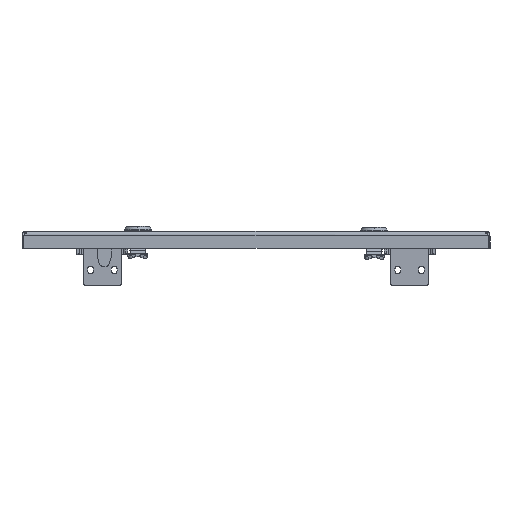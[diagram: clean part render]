
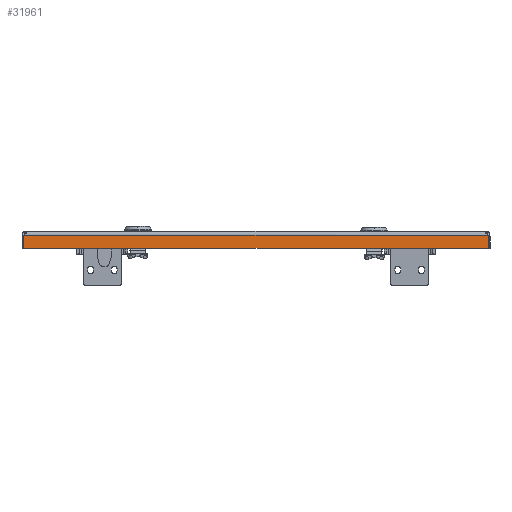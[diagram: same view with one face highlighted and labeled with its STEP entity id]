
A CAD part, left-side view. The second image highlights one B-rep face of the part: STEP entity #31961.
In plain terms, the highlighted planar face has unit normal (-1, 0, 0).
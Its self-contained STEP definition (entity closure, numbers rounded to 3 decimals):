
#3496 = LINE ( 'NONE', #51433, #64636 ) ;
#4457 = DIRECTION ( 'NONE',  ( 0., 0., -1. ) ) ;
#5632 = CARTESIAN_POINT ( 'NONE',  ( -394.5, -245.429, -2. ) ) ;
#6744 = VECTOR ( 'NONE', #4457, 1000. ) ;
#6770 = VERTEX_POINT ( 'NONE', #29461 ) ;
#9520 = LINE ( 'NONE', #47209, #30376 ) ;
#10255 = ORIENTED_EDGE ( 'NONE', *, *, #43563, .F. ) ;
#13939 = EDGE_LOOP ( 'NONE', ( #69282, #46604, #10255, #61880 ) ) ;
#15944 = FACE_OUTER_BOUND ( 'NONE', #13939, .T. ) ;
#16915 = VECTOR ( 'NONE', #37352, 1000. ) ;
#17165 = VERTEX_POINT ( 'NONE', #25424 ) ;
#19410 = DIRECTION ( 'NONE',  ( 0., -1., 0. ) ) ;
#25424 = CARTESIAN_POINT ( 'NONE',  ( -394.5, 245.429, -18. ) ) ;
#25721 = CARTESIAN_POINT ( 'NONE',  ( -394.5, 245.429, -4. ) ) ;
#28933 = EDGE_CURVE ( 'NONE', #34572, #17165, #54113, .T. ) ;
#29461 = CARTESIAN_POINT ( 'NONE',  ( -394.5, -245.429, -18. ) ) ;
#30376 = VECTOR ( 'NONE', #19410, 1000. ) ;
#30730 = EDGE_CURVE ( 'NONE', #34572, #30909, #9520, .T. ) ;
#30909 = VERTEX_POINT ( 'NONE', #33080 ) ;
#31150 = EDGE_CURVE ( 'NONE', #30909, #6770, #37699, .T. ) ;
#31961 = ADVANCED_FACE ( 'NONE', ( #15944 ), #69147, .F. ) ;
#33080 = CARTESIAN_POINT ( 'NONE',  ( -394.5, -245.429, -4. ) ) ;
#34572 = VERTEX_POINT ( 'NONE', #25721 ) ;
#35209 = DIRECTION ( 'NONE',  ( 0., 1., 0. ) ) ;
#37087 = CARTESIAN_POINT ( 'NONE',  ( -394.5, 0., 0. ) ) ;
#37352 = DIRECTION ( 'NONE',  ( 0., 0., -1. ) ) ;
#37699 = LINE ( 'NONE', #5632, #16915 ) ;
#43563 = EDGE_CURVE ( 'NONE', #6770, #17165, #3496, .T. ) ;
#46604 = ORIENTED_EDGE ( 'NONE', *, *, #28933, .T. ) ;
#47209 = CARTESIAN_POINT ( 'NONE',  ( -394.5, -247.5, -4. ) ) ;
#48454 = AXIS2_PLACEMENT_3D ( 'NONE', #37087, #58576, #51295 ) ;
#51295 = DIRECTION ( 'NONE',  ( 0., 0., -1. ) ) ;
#51433 = CARTESIAN_POINT ( 'NONE',  ( -394.5, -247.5, -18. ) ) ;
#54113 = LINE ( 'NONE', #63644, #6744 ) ;
#58576 = DIRECTION ( 'NONE',  ( 1., 0., 0. ) ) ;
#61880 = ORIENTED_EDGE ( 'NONE', *, *, #31150, .F. ) ;
#63644 = CARTESIAN_POINT ( 'NONE',  ( -394.5, 245.429, 0. ) ) ;
#64636 = VECTOR ( 'NONE', #35209, 1000. ) ;
#69147 = PLANE ( 'NONE',  #48454 ) ;
#69282 = ORIENTED_EDGE ( 'NONE', *, *, #30730, .F. ) ;
